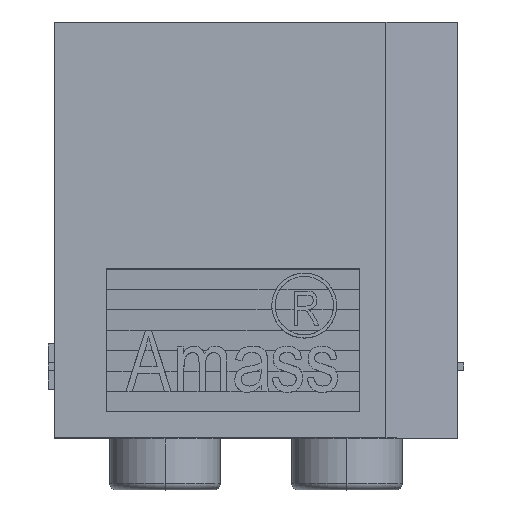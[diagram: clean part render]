
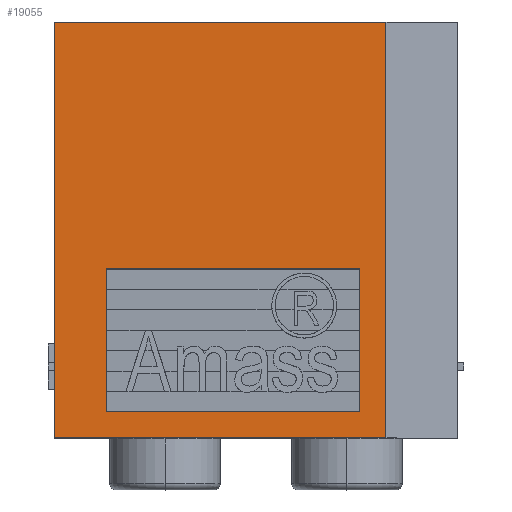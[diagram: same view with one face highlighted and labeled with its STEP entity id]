
A CAD part, top view. The second image highlights one B-rep face of the part: STEP entity #19055.
In plain terms, the highlighted planar face has unit normal (0, 0, 1).
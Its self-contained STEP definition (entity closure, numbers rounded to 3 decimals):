
#965 = ORIENTED_EDGE ( 'NONE', *, *, #14415, .F. ) ;
#1321 = LINE ( 'NONE', #16235, #15217 ) ;
#1330 = VERTEX_POINT ( 'NONE', #11557 ) ;
#1810 = CARTESIAN_POINT ( 'NONE',  ( -5.75, -1.5, 4. ) ) ;
#1973 = LINE ( 'NONE', #1810, #10510 ) ;
#2181 = CARTESIAN_POINT ( 'NONE',  ( -7.75, 8., 4. ) ) ;
#2317 = DIRECTION ( 'NONE',  ( -1., 0., 0. ) ) ;
#2398 = CARTESIAN_POINT ( 'NONE',  ( 4., -7., 4. ) ) ;
#2888 = LINE ( 'NONE', #7908, #14131 ) ;
#4355 = CARTESIAN_POINT ( 'NONE',  ( -7.75, -8., 4. ) ) ;
#4699 = EDGE_CURVE ( 'NONE', #8891, #12211, #14494, .T. ) ;
#5073 = CARTESIAN_POINT ( 'NONE',  ( -5.75, -7., 4. ) ) ;
#5447 = VECTOR ( 'NONE', #15356, 1000. ) ;
#5506 = DIRECTION ( 'NONE',  ( 0., 1., 0. ) ) ;
#5625 = CARTESIAN_POINT ( 'NONE',  ( 5., -8., 4. ) ) ;
#6245 = VERTEX_POINT ( 'NONE', #4355 ) ;
#6521 = VERTEX_POINT ( 'NONE', #22230 ) ;
#6524 = CARTESIAN_POINT ( 'NONE',  ( 4., -1.5, 4. ) ) ;
#7134 = ORIENTED_EDGE ( 'NONE', *, *, #16886, .F. ) ;
#7238 = DIRECTION ( 'NONE',  ( 0., -1., 0. ) ) ;
#7700 = CARTESIAN_POINT ( 'NONE',  ( -5.75, -7., 4. ) ) ;
#7766 = DIRECTION ( 'NONE',  ( 0., -1., 0. ) ) ;
#7908 = CARTESIAN_POINT ( 'NONE',  ( -5.75, -1.5, 4. ) ) ;
#8116 = EDGE_LOOP ( 'NONE', ( #10738, #965, #7134, #21604 ) ) ;
#8126 = VECTOR ( 'NONE', #5506, 1000. ) ;
#8891 = VERTEX_POINT ( 'NONE', #5073 ) ;
#9299 = ORIENTED_EDGE ( 'NONE', *, *, #4699, .F. ) ;
#9480 = ORIENTED_EDGE ( 'NONE', *, *, #12137, .F. ) ;
#10283 = VERTEX_POINT ( 'NONE', #16471 ) ;
#10333 = LINE ( 'NONE', #15323, #11237 ) ;
#10510 = VECTOR ( 'NONE', #7238, 1000. ) ;
#10738 = ORIENTED_EDGE ( 'NONE', *, *, #13484, .T. ) ;
#11237 = VECTOR ( 'NONE', #7766, 1000. ) ;
#11557 = CARTESIAN_POINT ( 'NONE',  ( -7.75, 8., 4. ) ) ;
#11564 = VERTEX_POINT ( 'NONE', #5625 ) ;
#11847 = VERTEX_POINT ( 'NONE', #6524 ) ;
#12137 = EDGE_CURVE ( 'NONE', #11847, #6521, #2888, .T. ) ;
#12211 = VERTEX_POINT ( 'NONE', #2398 ) ;
#12550 = ORIENTED_EDGE ( 'NONE', *, *, #16616, .F. ) ;
#13072 = EDGE_CURVE ( 'NONE', #6521, #8891, #1973, .T. ) ;
#13484 = EDGE_CURVE ( 'NONE', #6245, #11564, #1321, .T. ) ;
#13660 = EDGE_CURVE ( 'NONE', #1330, #6245, #23184, .T. ) ;
#14048 = ORIENTED_EDGE ( 'NONE', *, *, #13072, .F. ) ;
#14131 = VECTOR ( 'NONE', #2317, 1000. ) ;
#14415 = EDGE_CURVE ( 'NONE', #10283, #11564, #10333, .T. ) ;
#14494 = LINE ( 'NONE', #7700, #15381 ) ;
#14751 = CARTESIAN_POINT ( 'NONE',  ( 5., 8., 4. ) ) ;
#15217 = VECTOR ( 'NONE', #22357, 1000. ) ;
#15323 = CARTESIAN_POINT ( 'NONE',  ( 5., 8., 4. ) ) ;
#15356 = DIRECTION ( 'NONE',  ( 1., 0., 0. ) ) ;
#15381 = VECTOR ( 'NONE', #17309, 1000. ) ;
#15448 = EDGE_LOOP ( 'NONE', ( #9299, #14048, #9480, #12550 ) ) ;
#15784 = VECTOR ( 'NONE', #17294, 1000. ) ;
#16114 = LINE ( 'NONE', #19244, #5447 ) ;
#16235 = CARTESIAN_POINT ( 'NONE',  ( 5., -8., 4. ) ) ;
#16471 = CARTESIAN_POINT ( 'NONE',  ( 5., 8., 4. ) ) ;
#16616 = EDGE_CURVE ( 'NONE', #12211, #11847, #18789, .T. ) ;
#16661 = PLANE ( 'NONE',  #22807 ) ;
#16886 = EDGE_CURVE ( 'NONE', #1330, #10283, #16114, .T. ) ;
#17294 = DIRECTION ( 'NONE',  ( 0., -1., 0. ) ) ;
#17309 = DIRECTION ( 'NONE',  ( 1., 0., 0. ) ) ;
#18464 = DIRECTION ( 'NONE',  ( 0., 0., -1. ) ) ;
#18789 = LINE ( 'NONE', #22471, #8126 ) ;
#19055 = ADVANCED_FACE ( 'NONE', ( #24417, #20576 ), #16661, .F. ) ;
#19244 = CARTESIAN_POINT ( 'NONE',  ( 5., 8., 4. ) ) ;
#20576 = FACE_OUTER_BOUND ( 'NONE', #8116, .T. ) ;
#21604 = ORIENTED_EDGE ( 'NONE', *, *, #13660, .T. ) ;
#22230 = CARTESIAN_POINT ( 'NONE',  ( -5.75, -1.5, 4. ) ) ;
#22357 = DIRECTION ( 'NONE',  ( 1., 0., 0. ) ) ;
#22471 = CARTESIAN_POINT ( 'NONE',  ( 4., -1.5, 4. ) ) ;
#22807 = AXIS2_PLACEMENT_3D ( 'NONE', #14751, #18464, #24188 ) ;
#23184 = LINE ( 'NONE', #2181, #15784 ) ;
#24188 = DIRECTION ( 'NONE',  ( -1., 0., 0. ) ) ;
#24417 = FACE_BOUND ( 'NONE', #15448, .T. ) ;
